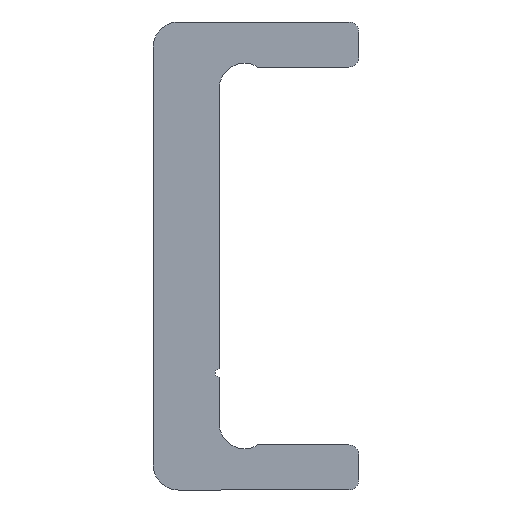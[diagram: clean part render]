
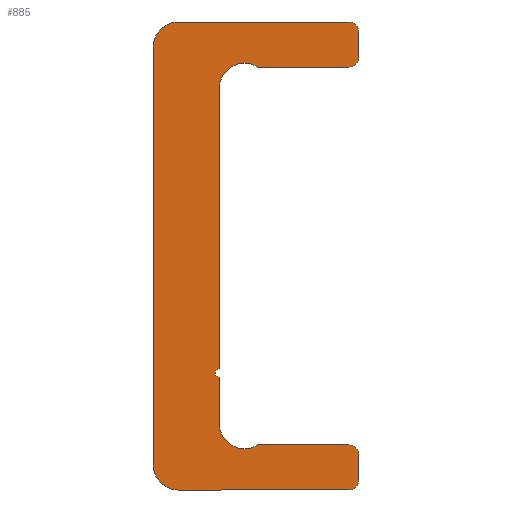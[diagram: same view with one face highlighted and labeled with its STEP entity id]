
A CAD part, left-side view. The second image highlights one B-rep face of the part: STEP entity #885.
In plain terms, the highlighted planar face has unit normal (-1, 0, 0).
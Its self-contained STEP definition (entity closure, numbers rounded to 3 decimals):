
#275=CARTESIAN_POINT('',(0.0,2.2,10.03));
#276=VERTEX_POINT('',#275);
#283=CARTESIAN_POINT('',(0.0,2.2,-6.75));
#284=VERTEX_POINT('',#283);
#285=CARTESIAN_POINT('',(0.0,2.2,10.03));
#286=DIRECTION('',(0.0,0.0,-1.0));
#287=VECTOR('',#286,16.78);
#288=LINE('',#285,#287);
#289=EDGE_CURVE('',#276,#284,#288,.T.);
#326=CARTESIAN_POINT('',(0.0,-0.098,11.3));
#327=VERTEX_POINT('',#326);
#334=CARTESIAN_POINT('',(0.0,0.7,10.03));
#335=DIRECTION('',(-1.0,0.0,0.0));
#336=DIRECTION('',(0.0,-1.0,0.0));
#337=AXIS2_PLACEMENT_3D('',#334,#335,#336);
#338=CIRCLE('',#337,1.5);
#339=EDGE_CURVE('',#327,#276,#338,.T.);
#358=CARTESIAN_POINT('',(0.0,-5.55,11.3));
#359=VERTEX_POINT('',#358);
#366=CARTESIAN_POINT('',(0.0,-5.55,11.3));
#367=DIRECTION('',(0.0,1.0,0.0));
#368=VECTOR('',#367,5.452);
#369=LINE('',#366,#368);
#370=EDGE_CURVE('',#359,#327,#369,.T.);
#390=CARTESIAN_POINT('',(0.0,-6.15,11.9));
#391=VERTEX_POINT('',#390);
#398=CARTESIAN_POINT('',(0.0,-5.55,11.9));
#399=DIRECTION('',(1.0,0.0,0.0));
#400=DIRECTION('',(0.0,-1.0,0.0));
#401=AXIS2_PLACEMENT_3D('',#398,#399,#400);
#402=CIRCLE('',#401,0.6);
#403=EDGE_CURVE('',#391,#359,#402,.T.);
#422=CARTESIAN_POINT('',(0.0,-6.15,13.4));
#423=VERTEX_POINT('',#422);
#430=CARTESIAN_POINT('',(0.0,-6.15,13.4));
#431=DIRECTION('',(0.0,0.0,-1.0));
#432=VECTOR('',#431,1.5);
#433=LINE('',#430,#432);
#434=EDGE_CURVE('',#423,#391,#433,.T.);
#454=CARTESIAN_POINT('',(0.0,-5.55,14.));
#455=VERTEX_POINT('',#454);
#462=CARTESIAN_POINT('',(0.0,-5.55,13.4));
#463=DIRECTION('',(1.0,0.0,0.0));
#464=DIRECTION('',(0.0,0.0,1.0));
#465=AXIS2_PLACEMENT_3D('',#462,#463,#464);
#466=CIRCLE('',#465,0.6);
#467=EDGE_CURVE('',#455,#423,#466,.T.);
#486=CARTESIAN_POINT('',(0.0,4.65,14.));
#487=VERTEX_POINT('',#486);
#494=CARTESIAN_POINT('',(0.0,4.65,14.));
#495=DIRECTION('',(0.0,-1.0,0.0));
#496=VECTOR('',#495,10.2);
#497=LINE('',#494,#496);
#498=EDGE_CURVE('',#487,#455,#497,.T.);
#518=CARTESIAN_POINT('',(0.0,6.15,12.5));
#519=VERTEX_POINT('',#518);
#526=CARTESIAN_POINT('',(0.0,4.65,12.5));
#527=DIRECTION('',(1.0,0.0,0.0));
#528=DIRECTION('',(0.0,1.0,0.0));
#529=AXIS2_PLACEMENT_3D('',#526,#527,#528);
#530=CIRCLE('',#529,1.5);
#531=EDGE_CURVE('',#519,#487,#530,.T.);
#550=CARTESIAN_POINT('',(0.0,6.15,-12.5));
#551=VERTEX_POINT('',#550);
#558=CARTESIAN_POINT('',(0.0,6.15,-12.5));
#559=DIRECTION('',(0.0,0.0,1.0));
#560=VECTOR('',#559,25.);
#561=LINE('',#558,#560);
#562=EDGE_CURVE('',#551,#519,#561,.T.);
#594=CARTESIAN_POINT('',(0.0,4.65,-14.));
#595=VERTEX_POINT('',#594);
#602=CARTESIAN_POINT('',(0.0,4.65,-12.5));
#603=DIRECTION('',(1.0,0.0,0.0));
#604=DIRECTION('',(0.0,0.0,-1.0));
#605=AXIS2_PLACEMENT_3D('',#602,#603,#604);
#606=CIRCLE('',#605,1.5);
#607=EDGE_CURVE('',#595,#551,#606,.T.);
#626=CARTESIAN_POINT('',(0.0,-5.55,-14.));
#627=VERTEX_POINT('',#626);
#634=CARTESIAN_POINT('',(0.0,-5.55,-14.));
#635=DIRECTION('',(0.0,1.0,0.0));
#636=VECTOR('',#635,10.2);
#637=LINE('',#634,#636);
#638=EDGE_CURVE('',#627,#595,#637,.T.);
#658=CARTESIAN_POINT('',(0.0,-6.15,-13.4));
#659=VERTEX_POINT('',#658);
#666=CARTESIAN_POINT('',(0.0,-5.55,-13.4));
#667=DIRECTION('',(1.0,0.0,0.0));
#668=DIRECTION('',(0.0,-1.0,0.0));
#669=AXIS2_PLACEMENT_3D('',#666,#667,#668);
#670=CIRCLE('',#669,0.6);
#671=EDGE_CURVE('',#659,#627,#670,.T.);
#690=CARTESIAN_POINT('',(0.0,-6.15,-11.9));
#691=VERTEX_POINT('',#690);
#698=CARTESIAN_POINT('',(0.0,-6.15,-11.9));
#699=DIRECTION('',(0.0,0.0,-1.0));
#700=VECTOR('',#699,1.5);
#701=LINE('',#698,#700);
#702=EDGE_CURVE('',#691,#659,#701,.T.);
#722=CARTESIAN_POINT('',(0.0,-5.55,-11.3));
#723=VERTEX_POINT('',#722);
#730=CARTESIAN_POINT('',(0.0,-5.55,-11.9));
#731=DIRECTION('',(1.0,0.0,0.0));
#732=DIRECTION('',(0.0,0.0,1.0));
#733=AXIS2_PLACEMENT_3D('',#730,#731,#732);
#734=CIRCLE('',#733,0.6);
#735=EDGE_CURVE('',#723,#691,#734,.T.);
#754=CARTESIAN_POINT('',(0.0,-0.098,-11.3));
#755=VERTEX_POINT('',#754);
#762=CARTESIAN_POINT('',(0.0,-0.098,-11.3));
#763=DIRECTION('',(0.0,-1.0,0.0));
#764=VECTOR('',#763,5.452);
#765=LINE('',#762,#764);
#766=EDGE_CURVE('',#755,#723,#765,.T.);
#786=CARTESIAN_POINT('',(0.0,2.2,-10.03));
#787=VERTEX_POINT('',#786);
#794=CARTESIAN_POINT('',(0.0,0.7,-10.03));
#795=DIRECTION('',(-1.0,0.0,0.0));
#796=DIRECTION('',(0.0,0.532,0.847));
#797=AXIS2_PLACEMENT_3D('',#794,#795,#796);
#798=CIRCLE('',#797,1.5);
#799=EDGE_CURVE('',#787,#755,#798,.T.);
#818=CARTESIAN_POINT('',(0.0,2.2,-7.25));
#819=VERTEX_POINT('',#818);
#826=CARTESIAN_POINT('',(0.0,2.2,-7.25));
#827=DIRECTION('',(0.0,0.0,-1.0));
#828=VECTOR('',#827,2.78);
#829=LINE('',#826,#828);
#830=EDGE_CURVE('',#819,#787,#829,.T.);
#849=CARTESIAN_POINT('',(0.0,2.2,-7.));
#850=DIRECTION('',(-1.0,0.0,0.0));
#851=DIRECTION('',(0.0,0.0,1.0));
#852=AXIS2_PLACEMENT_3D('',#849,#850,#851);
#853=CIRCLE('',#852,0.25);
#854=EDGE_CURVE('',#284,#819,#853,.T.);
#860=CARTESIAN_POINT('',(0.0,1.611,-0.021));
#861=DIRECTION('',(1.0,0.0,0.0));
#862=DIRECTION('',(0.0,0.0,-1.0));
#863=AXIS2_PLACEMENT_3D('',#860,#861,#862);
#864=PLANE('',#863);
#865=ORIENTED_EDGE('',*,*,#854,.F.);
#866=ORIENTED_EDGE('',*,*,#289,.F.);
#867=ORIENTED_EDGE('',*,*,#339,.F.);
#868=ORIENTED_EDGE('',*,*,#370,.F.);
#869=ORIENTED_EDGE('',*,*,#403,.F.);
#870=ORIENTED_EDGE('',*,*,#434,.F.);
#871=ORIENTED_EDGE('',*,*,#467,.F.);
#872=ORIENTED_EDGE('',*,*,#498,.F.);
#873=ORIENTED_EDGE('',*,*,#531,.F.);
#874=ORIENTED_EDGE('',*,*,#562,.F.);
#875=ORIENTED_EDGE('',*,*,#607,.F.);
#876=ORIENTED_EDGE('',*,*,#638,.F.);
#877=ORIENTED_EDGE('',*,*,#671,.F.);
#878=ORIENTED_EDGE('',*,*,#702,.F.);
#879=ORIENTED_EDGE('',*,*,#735,.F.);
#880=ORIENTED_EDGE('',*,*,#766,.F.);
#881=ORIENTED_EDGE('',*,*,#799,.F.);
#882=ORIENTED_EDGE('',*,*,#830,.F.);
#883=EDGE_LOOP('',(#865,#866,#867,#868,#869,#870,#871,#872,#873,#874,#875,#876,#877,#878,#879,#880,#881,#882));
#884=FACE_OUTER_BOUND('',#883,.T.);
#885=ADVANCED_FACE('',(#884),#864,.F.);
